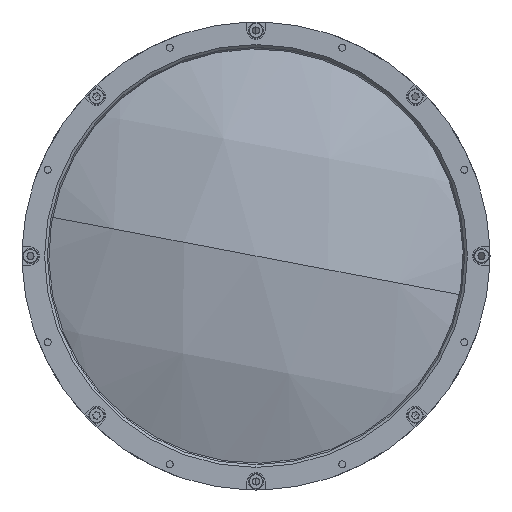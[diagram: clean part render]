
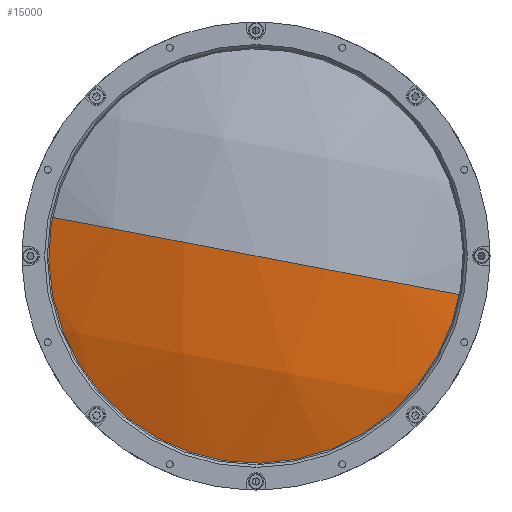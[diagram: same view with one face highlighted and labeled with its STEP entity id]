
A CAD part, left-side view. The second image highlights one B-rep face of the part: STEP entity #15000.
In plain terms, the highlighted spherical face has radius 192.8 mm.
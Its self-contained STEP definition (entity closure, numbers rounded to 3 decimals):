
#114 = CARTESIAN_POINT ( 'NONE',  ( 13.011, 0., 0. ) ) ;
#523 = ORIENTED_EDGE ( 'NONE', *, *, #25868, .T. ) ;
#1169 = EDGE_CURVE ( 'NONE', #12057, #30986, #21995, .T. ) ;
#1751 = CIRCLE ( 'NONE', #32879, 192.8 ) ;
#2818 = DIRECTION ( 'NONE',  ( 0., 0.187, -0.982 ) ) ;
#2867 = CARTESIAN_POINT ( 'NONE',  ( 13.011, 74.665, 14.182 ) ) ;
#4565 = EDGE_CURVE ( 'NONE', #8172, #30986, #1751, .T. ) ;
#5044 = AXIS2_PLACEMENT_3D ( 'NONE', #114, #18890, #2818 ) ;
#5277 = DIRECTION ( 'NONE',  ( 0., 0.187, -0.982 ) ) ;
#6294 = FACE_OUTER_BOUND ( 'NONE', #21837, .T. ) ;
#7129 = SPHERICAL_SURFACE ( 'NONE', #13733, 192.8 ) ;
#8172 = VERTEX_POINT ( 'NONE', #22463 ) ;
#8937 = CARTESIAN_POINT ( 'NONE',  ( 190.2, 0., 0. ) ) ;
#9201 = CARTESIAN_POINT ( 'NONE',  ( 190.2, 0., 0. ) ) ;
#11677 = DIRECTION ( 'NONE',  ( 0., 0.982, 0.187 ) ) ;
#11865 = ORIENTED_EDGE ( 'NONE', *, *, #4565, .T. ) ;
#12057 = VERTEX_POINT ( 'NONE', #2867 ) ;
#13733 = AXIS2_PLACEMENT_3D ( 'NONE', #29065, #5277, #24039 ) ;
#15000 = ADVANCED_FACE ( 'NONE', ( #6294 ), #7129, .T. ) ;
#18890 = DIRECTION ( 'NONE',  ( -1., 0., 0. ) ) ;
#19757 = DIRECTION ( 'NONE',  ( 0., -0.982, -0.187 ) ) ;
#21837 = EDGE_LOOP ( 'NONE', ( #523, #11865, #29958 ) ) ;
#21995 = CIRCLE ( 'NONE', #31661, 192.8 ) ;
#22463 = CARTESIAN_POINT ( 'NONE',  ( 13.011, -74.665, -14.182 ) ) ;
#24039 = DIRECTION ( 'NONE',  ( 0., 0.982, 0.187 ) ) ;
#25868 = EDGE_CURVE ( 'NONE', #12057, #8172, #33938, .T. ) ;
#27720 = DIRECTION ( 'NONE',  ( 0., 0.187, -0.982 ) ) ;
#28323 = CARTESIAN_POINT ( 'NONE',  ( -2.6, 0., 0. ) ) ;
#29065 = CARTESIAN_POINT ( 'NONE',  ( 190.2, 0., 0. ) ) ;
#29958 = ORIENTED_EDGE ( 'NONE', *, *, #1169, .F. ) ;
#30986 = VERTEX_POINT ( 'NONE', #28323 ) ;
#31350 = DIRECTION ( 'NONE',  ( 0., -0.187, 0.982 ) ) ;
#31661 = AXIS2_PLACEMENT_3D ( 'NONE', #9201, #31350, #19757 ) ;
#32879 = AXIS2_PLACEMENT_3D ( 'NONE', #8937, #27720, #11677 ) ;
#33938 = CIRCLE ( 'NONE', #5044, 76. ) ;
